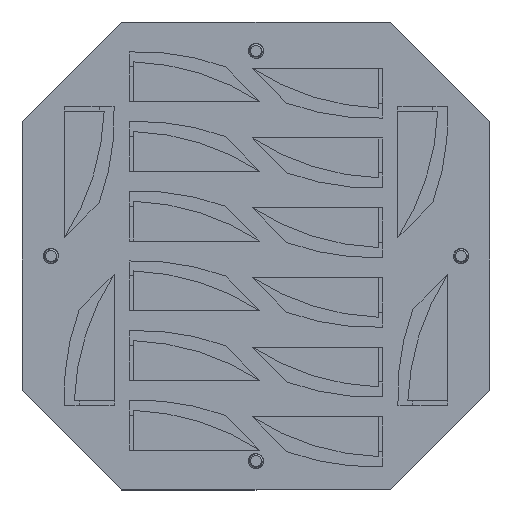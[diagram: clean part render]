
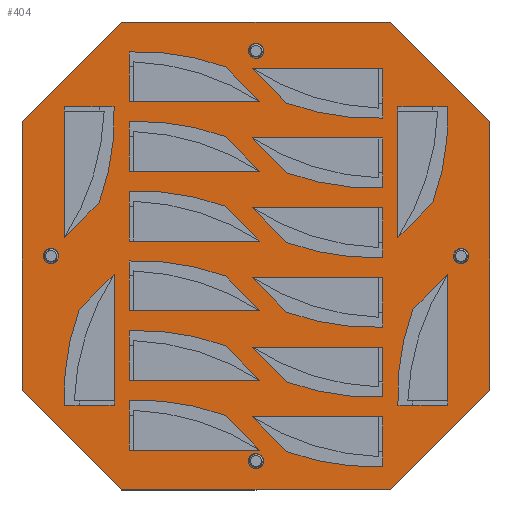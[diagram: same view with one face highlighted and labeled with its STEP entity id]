
A CAD part, top view. The second image highlights one B-rep face of the part: STEP entity #404.
In plain terms, the highlighted planar face has unit normal (0, 0, 1).
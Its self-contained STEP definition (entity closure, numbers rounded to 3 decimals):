
#277=PLANE('',#1879);
#299=FACE_BOUND('',#615,.T.);
#300=FACE_BOUND('',#616,.T.);
#301=FACE_BOUND('',#617,.T.);
#302=FACE_BOUND('',#618,.T.);
#303=FACE_BOUND('',#619,.T.);
#404=ADVANCED_FACE('',(#299,#300,#301,#302,#303),#277,.T.);
#615=EDGE_LOOP('',(#1261));
#616=EDGE_LOOP('',(#1262));
#617=EDGE_LOOP('',(#1263));
#618=EDGE_LOOP('',(#1264));
#619=EDGE_LOOP('',(#1265,#1266,#1267,#1268,#1269,#1270,#1271,#1272));
#777=LINE('',#4948,#870);
#781=LINE('',#4956,#874);
#784=LINE('',#4962,#877);
#787=LINE('',#4968,#880);
#790=LINE('',#4974,#883);
#793=LINE('',#4980,#886);
#796=LINE('',#4986,#889);
#798=LINE('',#4989,#891);
#870=VECTOR('',#2144,1.);
#874=VECTOR('',#2150,1.);
#877=VECTOR('',#2155,1.);
#880=VECTOR('',#2160,1.);
#883=VECTOR('',#2165,1.);
#886=VECTOR('',#2170,1.);
#889=VECTOR('',#2175,1.);
#891=VECTOR('',#2179,1.);
#1261=ORIENTED_EDGE('',*,*,#1693,.F.);
#1262=ORIENTED_EDGE('',*,*,#1694,.F.);
#1263=ORIENTED_EDGE('',*,*,#1695,.F.);
#1264=ORIENTED_EDGE('',*,*,#1696,.F.);
#1265=ORIENTED_EDGE('',*,*,#1671,.T.);
#1266=ORIENTED_EDGE('',*,*,#1675,.T.);
#1267=ORIENTED_EDGE('',*,*,#1678,.T.);
#1268=ORIENTED_EDGE('',*,*,#1681,.T.);
#1269=ORIENTED_EDGE('',*,*,#1684,.T.);
#1270=ORIENTED_EDGE('',*,*,#1687,.T.);
#1271=ORIENTED_EDGE('',*,*,#1690,.T.);
#1272=ORIENTED_EDGE('',*,*,#1692,.T.);
#1469=VERTEX_POINT('',#4947);
#1470=VERTEX_POINT('',#4949);
#1472=VERTEX_POINT('',#4955);
#1474=VERTEX_POINT('',#4961);
#1476=VERTEX_POINT('',#4967);
#1478=VERTEX_POINT('',#4973);
#1480=VERTEX_POINT('',#4979);
#1482=VERTEX_POINT('',#4985);
#1483=VERTEX_POINT('',#4992);
#1484=VERTEX_POINT('',#4994);
#1485=VERTEX_POINT('',#4996);
#1486=VERTEX_POINT('',#4998);
#1671=EDGE_CURVE('',#1470,#1469,#777,.T.);
#1675=EDGE_CURVE('',#1469,#1472,#781,.T.);
#1678=EDGE_CURVE('',#1472,#1474,#784,.T.);
#1681=EDGE_CURVE('',#1474,#1476,#787,.T.);
#1684=EDGE_CURVE('',#1476,#1478,#790,.T.);
#1687=EDGE_CURVE('',#1478,#1480,#793,.T.);
#1690=EDGE_CURVE('',#1480,#1482,#796,.T.);
#1692=EDGE_CURVE('',#1482,#1470,#798,.T.);
#1693=EDGE_CURVE('',#1483,#1483,#1769,.T.);
#1694=EDGE_CURVE('',#1484,#1484,#1770,.T.);
#1695=EDGE_CURVE('',#1485,#1485,#1771,.T.);
#1696=EDGE_CURVE('',#1486,#1486,#1772,.T.);
#1769=CIRCLE('',#1875,1.5);
#1770=CIRCLE('',#1876,1.5);
#1771=CIRCLE('',#1877,1.5);
#1772=CIRCLE('',#1878,1.5);
#1875=AXIS2_PLACEMENT_3D('',#4991,#2182,#2183);
#1876=AXIS2_PLACEMENT_3D('',#4993,#2184,#2185);
#1877=AXIS2_PLACEMENT_3D('',#4995,#2186,#2187);
#1878=AXIS2_PLACEMENT_3D('',#4997,#2188,#2189);
#1879=AXIS2_PLACEMENT_3D('',#4999,#2190,#2191);
#2144=DIRECTION('',(-0.707,0.707,0.));
#2150=DIRECTION('',(-1.,0.,0.));
#2155=DIRECTION('',(-0.707,-0.707,0.));
#2160=DIRECTION('',(0.,-1.,0.));
#2165=DIRECTION('',(0.707,-0.707,0.));
#2170=DIRECTION('',(1.,0.,0.));
#2175=DIRECTION('',(0.707,0.707,0.));
#2179=DIRECTION('',(0.,1.,0.));
#2182=DIRECTION('',(0.,0.,1.));
#2183=DIRECTION('',(1.,0.,0.));
#2184=DIRECTION('',(0.,0.,1.));
#2185=DIRECTION('',(1.,0.,0.));
#2186=DIRECTION('',(0.,0.,1.));
#2187=DIRECTION('',(1.,0.,0.));
#2188=DIRECTION('',(0.,0.,1.));
#2189=DIRECTION('',(1.,0.,0.));
#2190=DIRECTION('',(0.,0.,1.));
#2191=DIRECTION('',(1.,0.,0.));
#4947=CARTESIAN_POINT('',(74.,94.,2.5));
#4948=CARTESIAN_POINT('',(94.,74.,2.5));
#4949=CARTESIAN_POINT('',(94.,74.,2.5));
#4955=CARTESIAN_POINT('',(20.,94.,2.5));
#4956=CARTESIAN_POINT('',(74.,94.,2.5));
#4961=CARTESIAN_POINT('',(0.,74.,2.5));
#4962=CARTESIAN_POINT('',(20.,94.,2.5));
#4967=CARTESIAN_POINT('',(0.,20.,2.5));
#4968=CARTESIAN_POINT('',(0.,74.,2.5));
#4973=CARTESIAN_POINT('',(20.,0.,2.5));
#4974=CARTESIAN_POINT('',(0.,20.,2.5));
#4979=CARTESIAN_POINT('',(74.,0.,2.5));
#4980=CARTESIAN_POINT('',(20.,0.,2.5));
#4985=CARTESIAN_POINT('',(94.,20.,2.5));
#4986=CARTESIAN_POINT('',(74.,0.,2.5));
#4989=CARTESIAN_POINT('',(94.,20.,2.5));
#4991=CARTESIAN_POINT('',(5.8,47.,2.5));
#4992=CARTESIAN_POINT('',(7.3,47.,2.5));
#4993=CARTESIAN_POINT('',(47.,5.8,2.5));
#4994=CARTESIAN_POINT('',(48.5,5.8,2.5));
#4995=CARTESIAN_POINT('',(47.,88.2,2.5));
#4996=CARTESIAN_POINT('',(48.5,88.2,2.5));
#4997=CARTESIAN_POINT('',(88.2,47.,2.5));
#4998=CARTESIAN_POINT('',(89.7,47.,2.5));
#4999=CARTESIAN_POINT('',(0.,0.,2.5));
